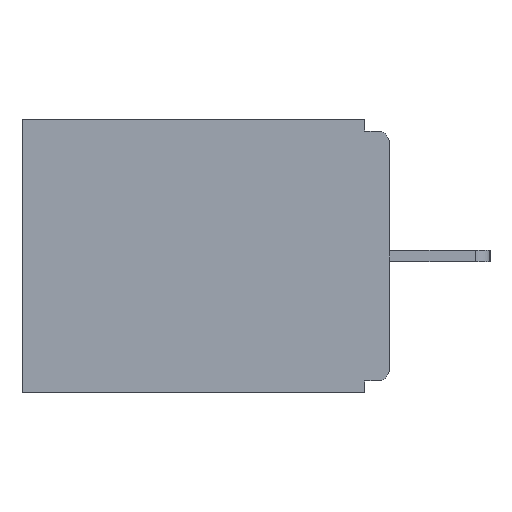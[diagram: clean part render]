
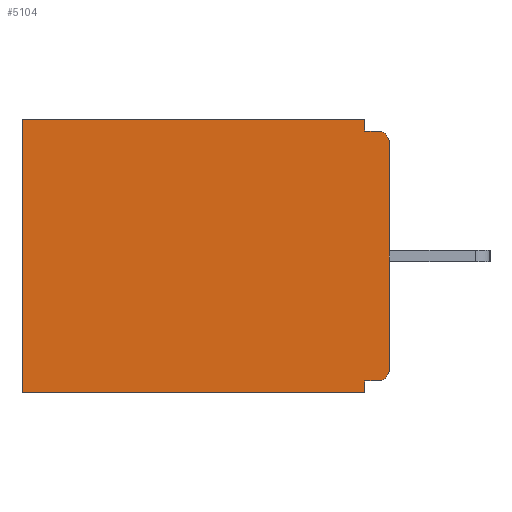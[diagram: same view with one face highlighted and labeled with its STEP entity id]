
A CAD part, left-side view. The second image highlights one B-rep face of the part: STEP entity #5104.
In plain terms, the highlighted planar face has unit normal (-1, 0, 0).
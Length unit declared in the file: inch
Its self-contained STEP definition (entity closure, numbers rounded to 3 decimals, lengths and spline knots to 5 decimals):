
#23 = LINE ( 'NONE', #10065, #9853 ) ;
#301 = EDGE_CURVE ( 'NONE', #15214, #4091, #10126, .T. ) ;
#428 = DIRECTION ( 'NONE',  ( 0., 0., -1. ) ) ;
#448 = LINE ( 'NONE', #10548, #14827 ) ;
#752 = CARTESIAN_POINT ( 'NONE',  ( 0.298, 0.46, 0. ) ) ;
#907 = CARTESIAN_POINT ( 'NONE',  ( 0.298, 0.015, -0.03 ) ) ;
#928 = CARTESIAN_POINT ( 'NONE',  ( 0.298, 0., 0. ) ) ;
#978 = DIRECTION ( 'NONE',  ( 0., 0., -1. ) ) ;
#1616 = AXIS2_PLACEMENT_3D ( 'NONE', #15087, #3722, #428 ) ;
#1807 = DIRECTION ( 'NONE',  ( 0., 0., -1. ) ) ;
#2013 = LINE ( 'NONE', #10789, #13008 ) ;
#2087 = LINE ( 'NONE', #928, #4428 ) ;
#2093 = CARTESIAN_POINT ( 'NONE',  ( 0.298, 0.015, -0.328 ) ) ;
#2244 = EDGE_CURVE ( 'NONE', #13159, #10259, #15767, .T. ) ;
#2353 = EDGE_LOOP ( 'NONE', ( #3616, #8923, #7328, #3590, #13872, #7866, #7756, #13758, #13045, #13479 ) ) ;
#3362 = VECTOR ( 'NONE', #3940, 39.37008 ) ;
#3590 = ORIENTED_EDGE ( 'NONE', *, *, #301, .T. ) ;
#3616 = ORIENTED_EDGE ( 'NONE', *, *, #7835, .T. ) ;
#3722 = DIRECTION ( 'NONE',  ( 1., 0., 0. ) ) ;
#3940 = DIRECTION ( 'NONE',  ( 0., 1., 0. ) ) ;
#4091 = VERTEX_POINT ( 'NONE', #752 ) ;
#4175 = CARTESIAN_POINT ( 'NONE',  ( 0.298, 0., -0.03 ) ) ;
#4428 = VECTOR ( 'NONE', #4701, 39.37008 ) ;
#4550 = LINE ( 'NONE', #9633, #4784 ) ;
#4701 = DIRECTION ( 'NONE',  ( 0., 0., -1. ) ) ;
#4746 = EDGE_CURVE ( 'NONE', #4091, #6316, #448, .T. ) ;
#4784 = VECTOR ( 'NONE', #8688, 39.37008 ) ;
#4941 = LINE ( 'NONE', #10360, #9228 ) ;
#5104 = ADVANCED_FACE ( 'NONE', ( #6195 ), #11271, .F. ) ;
#5200 = CARTESIAN_POINT ( 'NONE',  ( 0.298, 0., -0.313 ) ) ;
#5929 = DIRECTION ( 'NONE',  ( -1., 0., 0. ) ) ;
#6195 = FACE_OUTER_BOUND ( 'NONE', #2353, .T. ) ;
#6316 = VERTEX_POINT ( 'NONE', #14150 ) ;
#6999 = VERTEX_POINT ( 'NONE', #12368 ) ;
#7328 = ORIENTED_EDGE ( 'NONE', *, *, #9138, .F. ) ;
#7459 = EDGE_CURVE ( 'NONE', #6999, #13346, #4550, .T. ) ;
#7704 = EDGE_CURVE ( 'NONE', #13159, #7707, #9367, .T. ) ;
#7707 = VERTEX_POINT ( 'NONE', #10520 ) ;
#7756 = ORIENTED_EDGE ( 'NONE', *, *, #13990, .F. ) ;
#7835 = EDGE_CURVE ( 'NONE', #13702, #13346, #10643, .T. ) ;
#7866 = ORIENTED_EDGE ( 'NONE', *, *, #15408, .F. ) ;
#8195 = CARTESIAN_POINT ( 'NONE',  ( 0.298, 0.015, -0.313 ) ) ;
#8408 = VECTOR ( 'NONE', #10601, 39.37008 ) ;
#8598 = EDGE_CURVE ( 'NONE', #13702, #10259, #2087, .T. ) ;
#8616 = CARTESIAN_POINT ( 'NONE',  ( 0.298, 0.015, -0.015 ) ) ;
#8688 = DIRECTION ( 'NONE',  ( 0., -1., 0. ) ) ;
#8923 = ORIENTED_EDGE ( 'NONE', *, *, #7459, .F. ) ;
#9138 = EDGE_CURVE ( 'NONE', #15214, #6999, #4941, .T. ) ;
#9228 = VECTOR ( 'NONE', #15226, 39.37008 ) ;
#9367 = LINE ( 'NONE', #14169, #8408 ) ;
#9633 = CARTESIAN_POINT ( 'NONE',  ( 0.298, 0., -0.015 ) ) ;
#9853 = VECTOR ( 'NONE', #11118, 39.37008 ) ;
#10065 = CARTESIAN_POINT ( 'NONE',  ( 0.298, 0., -0.343 ) ) ;
#10126 = LINE ( 'NONE', #15158, #3362 ) ;
#10259 = VERTEX_POINT ( 'NONE', #5200 ) ;
#10360 = CARTESIAN_POINT ( 'NONE',  ( 0.298, 0.031, -0.343 ) ) ;
#10520 = CARTESIAN_POINT ( 'NONE',  ( 0.298, 0.031, -0.328 ) ) ;
#10548 = CARTESIAN_POINT ( 'NONE',  ( 0.298, 0.46, 0. ) ) ;
#10601 = DIRECTION ( 'NONE',  ( 0., 1., 0. ) ) ;
#10643 = CIRCLE ( 'NONE', #14866, 0.015 ) ;
#10679 = DIRECTION ( 'NONE',  ( -1., 0., 0. ) ) ;
#10789 = CARTESIAN_POINT ( 'NONE',  ( 0.298, 0.031, -0.343 ) ) ;
#10941 = CARTESIAN_POINT ( 'NONE',  ( 0.298, 0.031, -0.343 ) ) ;
#11118 = DIRECTION ( 'NONE',  ( 0., 1., 0. ) ) ;
#11271 = PLANE ( 'NONE',  #1616 ) ;
#11817 = CARTESIAN_POINT ( 'NONE',  ( 0.298, 0.031, 0. ) ) ;
#12368 = CARTESIAN_POINT ( 'NONE',  ( 0.298, 0.031, -0.015 ) ) ;
#13008 = VECTOR ( 'NONE', #14451, 39.37008 ) ;
#13045 = ORIENTED_EDGE ( 'NONE', *, *, #2244, .T. ) ;
#13159 = VERTEX_POINT ( 'NONE', #2093 ) ;
#13346 = VERTEX_POINT ( 'NONE', #8616 ) ;
#13479 = ORIENTED_EDGE ( 'NONE', *, *, #8598, .F. ) ;
#13702 = VERTEX_POINT ( 'NONE', #4175 ) ;
#13758 = ORIENTED_EDGE ( 'NONE', *, *, #7704, .F. ) ;
#13872 = ORIENTED_EDGE ( 'NONE', *, *, #4746, .T. ) ;
#13990 = EDGE_CURVE ( 'NONE', #7707, #14372, #2013, .T. ) ;
#14150 = CARTESIAN_POINT ( 'NONE',  ( 0.298, 0.46, -0.343 ) ) ;
#14169 = CARTESIAN_POINT ( 'NONE',  ( 0.298, 0., -0.328 ) ) ;
#14372 = VERTEX_POINT ( 'NONE', #10941 ) ;
#14451 = DIRECTION ( 'NONE',  ( 0., 0., -1. ) ) ;
#14467 = AXIS2_PLACEMENT_3D ( 'NONE', #8195, #10679, #1807 ) ;
#14827 = VECTOR ( 'NONE', #15513, 39.37008 ) ;
#14866 = AXIS2_PLACEMENT_3D ( 'NONE', #907, #5929, #978 ) ;
#15087 = CARTESIAN_POINT ( 'NONE',  ( 0.298, 0., 0. ) ) ;
#15158 = CARTESIAN_POINT ( 'NONE',  ( 0.298, 0., 0. ) ) ;
#15214 = VERTEX_POINT ( 'NONE', #11817 ) ;
#15226 = DIRECTION ( 'NONE',  ( 0., 0., -1. ) ) ;
#15408 = EDGE_CURVE ( 'NONE', #14372, #6316, #23, .T. ) ;
#15513 = DIRECTION ( 'NONE',  ( 0., 0., -1. ) ) ;
#15767 = CIRCLE ( 'NONE', #14467, 0.015 ) ;
